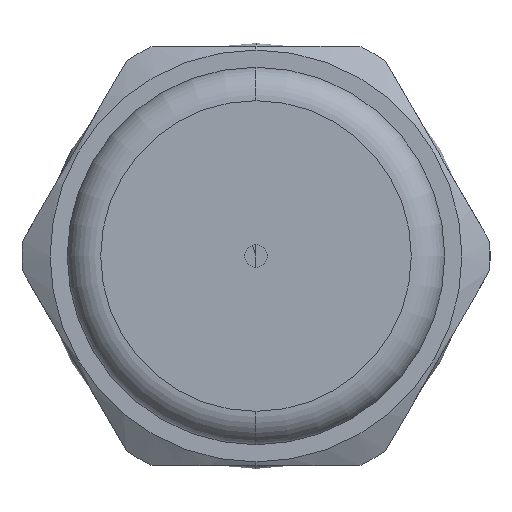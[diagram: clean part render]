
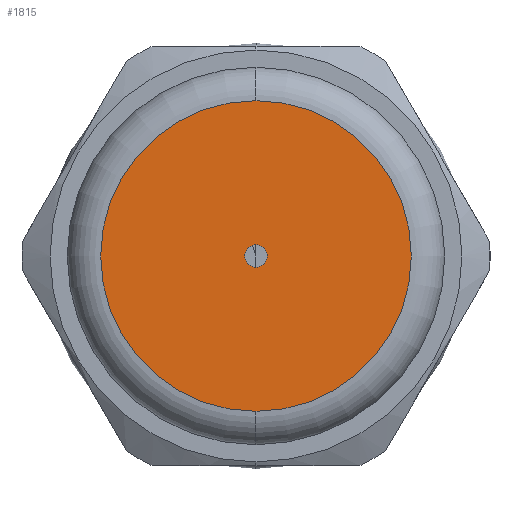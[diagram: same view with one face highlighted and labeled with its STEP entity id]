
A CAD part, left-side view. The second image highlights one B-rep face of the part: STEP entity #1815.
In plain terms, the highlighted planar face has unit normal (-1, 0, 0).
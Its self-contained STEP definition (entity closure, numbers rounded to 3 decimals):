
#566 = PLANE ( 'NONE',  #2910 ) ;
#569 = DIRECTION ( 'NONE',  ( -1., 0., 0. ) ) ;
#572 = CARTESIAN_POINT ( 'NONE',  ( -23., 0., -0.6 ) ) ;
#738 = DIRECTION ( 'NONE',  ( 0., 0., 1. ) ) ;
#1064 = DIRECTION ( 'NONE',  ( 0., 0., -1. ) ) ;
#1082 = CARTESIAN_POINT ( 'NONE',  ( -23., 0., 0. ) ) ;
#1084 = DIRECTION ( 'NONE',  ( 0., 0., -1. ) ) ;
#1090 = DIRECTION ( 'NONE',  ( 1., 0., 0. ) ) ;
#1115 = DIRECTION ( 'NONE',  ( 1., 0., 0. ) ) ;
#1123 = CARTESIAN_POINT ( 'NONE',  ( -23., 0., 0. ) ) ;
#1815 = ADVANCED_FACE ( 'NONE', ( #4598, #4606 ), #566, .T. ) ;
#1904 = CIRCLE ( 'NONE', #3011, 0.6 ) ;
#1907 = CIRCLE ( 'NONE', #3013, 8.23 ) ;
#2270 = CIRCLE ( 'NONE', #3356, 0.6 ) ;
#2271 = CIRCLE ( 'NONE', #3352, 8.23 ) ;
#2526 = EDGE_CURVE ( 'NONE', #3088, #3145, #1904, .T. ) ;
#2528 = EDGE_CURVE ( 'NONE', #3648, #4108, #1907, .T. ) ;
#2865 = EDGE_CURVE ( 'NONE', #3145, #3088, #2270, .T. ) ;
#2866 = EDGE_CURVE ( 'NONE', #4108, #3648, #2271, .T. ) ;
#2910 = AXIS2_PLACEMENT_3D ( 'NONE', #572, #569, #738 ) ;
#3011 = AXIS2_PLACEMENT_3D ( 'NONE', #1123, #1115, #1084 ) ;
#3013 = AXIS2_PLACEMENT_3D ( 'NONE', #1082, #1090, #1064 ) ;
#3024 = ORIENTED_EDGE ( 'NONE', *, *, #2528, .F. ) ;
#3088 = VERTEX_POINT ( 'NONE', #5130 ) ;
#3145 = VERTEX_POINT ( 'NONE', #5174 ) ;
#3192 = ORIENTED_EDGE ( 'NONE', *, *, #2866, .F. ) ;
#3198 = ORIENTED_EDGE ( 'NONE', *, *, #2865, .T. ) ;
#3200 = ORIENTED_EDGE ( 'NONE', *, *, #2526, .T. ) ;
#3352 = AXIS2_PLACEMENT_3D ( 'NONE', #5048, #5049, #5050 ) ;
#3356 = AXIS2_PLACEMENT_3D ( 'NONE', #5045, #5046, #5047 ) ;
#3648 = VERTEX_POINT ( 'NONE', #6754 ) ;
#3651 = EDGE_LOOP ( 'NONE', ( #3198, #3200 ) ) ;
#3771 = EDGE_LOOP ( 'NONE', ( #3024, #3192 ) ) ;
#4108 = VERTEX_POINT ( 'NONE', #6780 ) ;
#4598 = FACE_BOUND ( 'NONE', #3651, .T. ) ;
#4606 = FACE_OUTER_BOUND ( 'NONE', #3771, .T. ) ;
#5045 = CARTESIAN_POINT ( 'NONE',  ( -23., 0., 0. ) ) ;
#5046 = DIRECTION ( 'NONE',  ( 1., 0., 0. ) ) ;
#5047 = DIRECTION ( 'NONE',  ( 0., 0., -1. ) ) ;
#5048 = CARTESIAN_POINT ( 'NONE',  ( -23., 0., 0. ) ) ;
#5049 = DIRECTION ( 'NONE',  ( 1., 0., 0. ) ) ;
#5050 = DIRECTION ( 'NONE',  ( 0., 0., -1. ) ) ;
#5130 = CARTESIAN_POINT ( 'NONE',  ( -23., 0., 0.6 ) ) ;
#5174 = CARTESIAN_POINT ( 'NONE',  ( -23., 0., -0.6 ) ) ;
#6754 = CARTESIAN_POINT ( 'NONE',  ( -23., 0., -8.23 ) ) ;
#6780 = CARTESIAN_POINT ( 'NONE',  ( -23., 0., 8.23 ) ) ;
